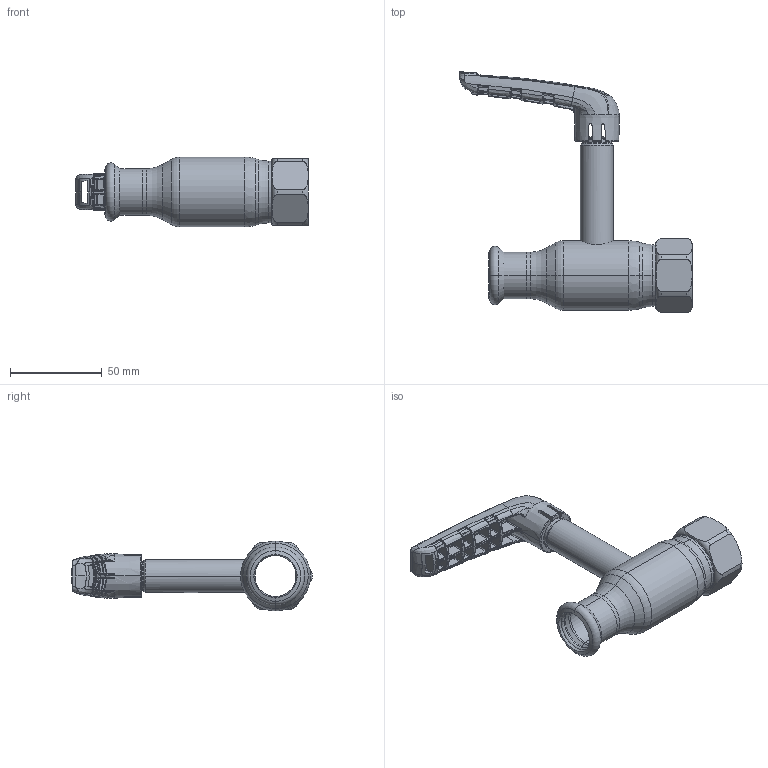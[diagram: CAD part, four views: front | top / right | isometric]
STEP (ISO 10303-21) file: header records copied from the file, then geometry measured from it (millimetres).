
FILE_DESCRIPTION (( 'STEP AP214' ), '1' );
FILE_NAME ('1020001001-xxxx.step', '2019-05-07T12:28:37', ( '' ), ( '' ), 'SwSTEP 2.0', 'SolidWorks 2017', '' );
FILE_SCHEMA (( 'AUTOMOTIVE_DESIGN' ));
Length unit declared in the file: millimetre
Products named in the file (1): 1020001001-xxxx
Bounding box: 126.78 x 130.88 x 38 mm (x, y, z)
Surface area: 29994.2 mm2 (no closed solid volume)
Topology: 0 solids, 9 shells, 770 faces, 2370 edges, 1488 vertices
Faces by surface type: bspline 623, plane 57, cylinder 36, torus 27, cone 27
Entity records: 66334 total; most frequent: CARTESIAN_POINT 42644, ORIENTED_EDGE 3960, EDGE_CURVE 2340, B_SPLINE_CURVE_WITH_KNOTS 1627, DIRECTION 1543, VERTEX_POINT 1488, EDGE_LOOP 792, UNCERTAINTY_MEASURE_WITH_UNIT 772
